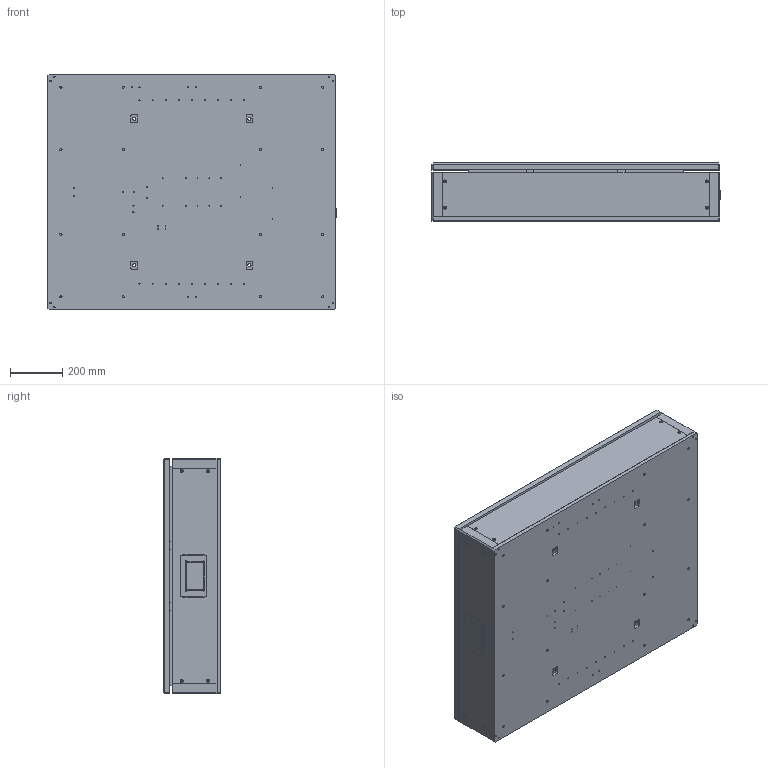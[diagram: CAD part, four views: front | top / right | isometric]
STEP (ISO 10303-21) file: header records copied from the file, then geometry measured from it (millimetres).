
FILE_DESCRIPTION (( 'STEP AP203' ), '1' );
FILE_NAME ('516452.STEP', '2025-01-03T04:01:05', ( 'Windows User' ), ( 'P R C' ), 'SwSTEP 2.0', 'SolidWorks 2020', '' );
FILE_SCHEMA (( 'CONFIG_CONTROL_DESIGN' ));
Length unit declared in the file: millimetre
Products named in the file (1): 516452
Bounding box: 1101.3 x 221 x 900 mm (x, y, z)
Surface area: 8346077.6 mm2 (no closed solid volume)
Topology: 0 solids, 38 shells, 1474 faces, 3823 edges, 2519 vertices
Faces by surface type: plane 773, cylinder 556, cone 121, bspline 18, torus 6
Full cylindrical faces by diameter (mm): 1 x18, 1.5 x2, 2.2 x3, 2.3 x2, 2.4 x1, 2.459 x1, 2.5 x27, 3 x2, 3.3 x14, 3.4 x3, 3.5 x8, 4 x1, 4.2 x50, 4.5 x5, 4.6 x2, 5 x17, 5.5 x16, 6 x6, 6.6 x8, 7 x4, 7.6 x2, 8 x8, 8.25 x2, 8.5 x21, 8.566 x2, 8.6 x2, 9.7 x4, 9.728 x3, 10.2 x16, 10.5 x2
Entity records: 50659 total; most frequent: CARTESIAN_POINT 14947, DIRECTION 7361, ORIENTED_EDGE 6646, EDGE_CURVE 3372, AXIS2_PLACEMENT_3D 2721, VERTEX_POINT 2466, EDGE_LOOP 2408, LINE 1919
